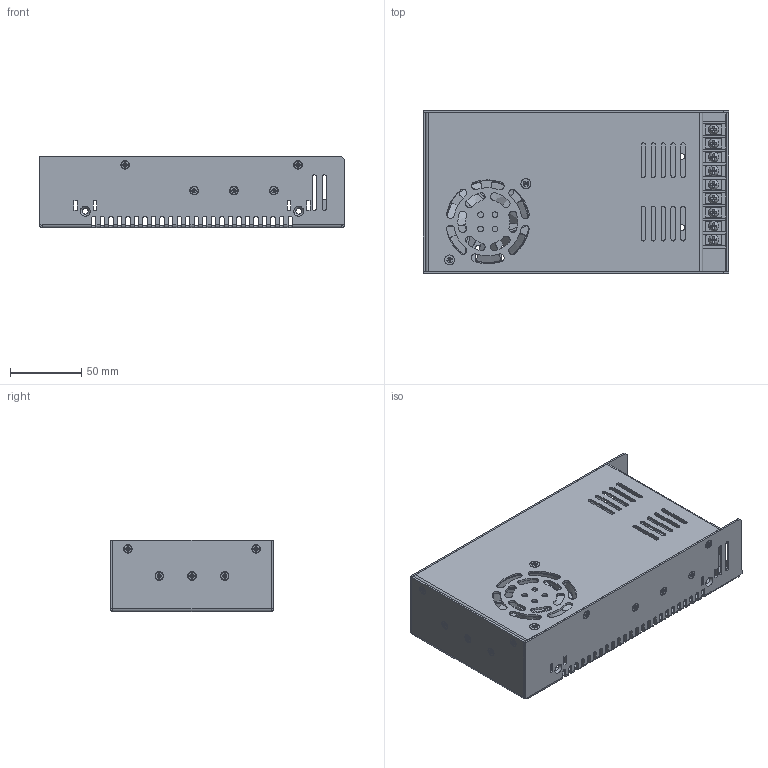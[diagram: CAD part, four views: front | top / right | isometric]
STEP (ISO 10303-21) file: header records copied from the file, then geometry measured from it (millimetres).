
FILE_DESCRIPTION((''),'2;1');
FILE_NAME('Pulse_power_supply_36V_600W.stp','2019-06-10T12:15:36',('Shuvalov'),(''),'Autodesk Inventor 2011','Autodesk Inventor 2011','');
FILE_SCHEMA(('AUTOMOTIVE_DESIGN { 1 0 10303 214 1 1 1 1 }'));
Length unit declared in the file: millimetre
Products named in the file (8): Сборка ИИП; Основание ИИП; Крышка ИИП; ISO 7046-1 - M3 x 4Z; Кулер 60 х 60; Шайба 4х4х1.3; Винт M4x6 с полукруглой головкой; Винт М4х12
Assembly tree (35 placements, depth 2):
  Сборка ИИП
    Основание ИИП
    Крышка ИИП
    ISO 7046-1 - M3 x 4Z  x12
    Кулер 60 х 60
    Шайба 4х4х1.3  x9
    Винт M4x6 с полукруглой головкой  x9
    Винт М4х12  x2
Bounding box: 215 x 115 x 50 mm (x, y, z)
Volume: 139304.6 mm3; surface area: 183247.2 mm2
Topology: 43 solids, 43 shells, 1920 faces, 5396 edges, 3510 vertices
Faces by surface type: plane 892, cylinder 547, cone 266, bspline 140, torus 66, sphere 9
Full cylindrical faces by diameter (mm): 2.693 x12, 3 x20, 3.141 x2, 3.2 x9, 4 x15, 4.3 x9, 5.209 x1, 5.5 x12, 6 x1, 7 x9, 7.04 x2, 22.875 x1, 24.75 x1, 58.5 x1
Entity records: 42821 total; most frequent: CARTESIAN_POINT 10743, ORIENTED_EDGE 6858, DIRECTION 6270, EDGE_CURVE 3429, VERTEX_POINT 2281, AXIS2_PLACEMENT_3D 2097, VECTOR 2076, LINE 2076
